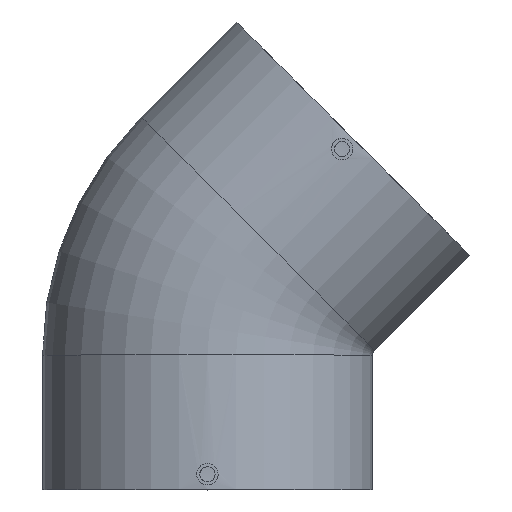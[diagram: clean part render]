
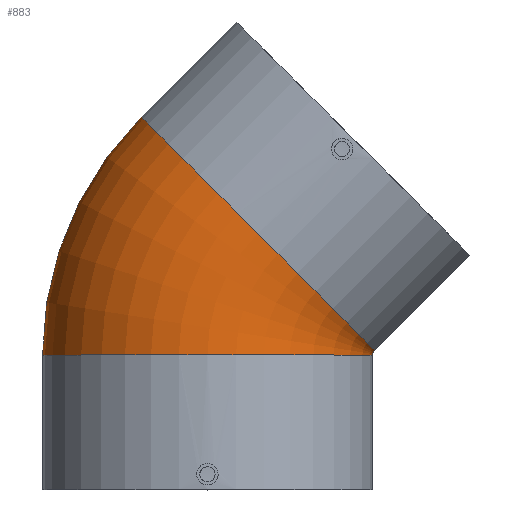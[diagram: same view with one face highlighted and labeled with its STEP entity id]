
A CAD part, top view. The second image highlights one B-rep face of the part: STEP entity #883.
In plain terms, the highlighted toroidal (fillet/blend) face has major radius 113 mm and minor radius 108.5 mm.
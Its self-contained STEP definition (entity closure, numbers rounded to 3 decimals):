
#4 = EDGE_CURVE ( 'NONE', #146, #264, #414, .T. ) ;
#15 = DIRECTION ( 'NONE',  ( 0., 0., -1. ) ) ;
#63 = CARTESIAN_POINT ( 'NONE',  ( 109.818, 91.693, 0. ) ) ;
#91 = CARTESIAN_POINT ( 'NONE',  ( 113., 88.511, 0. ) ) ;
#99 = EDGE_LOOP ( 'NONE', ( #270, #285, #415, #558 ) ) ;
#107 = DIRECTION ( 'NONE',  ( -1., 0., 0. ) ) ;
#146 = VERTEX_POINT ( 'NONE', #239 ) ;
#150 = VERTEX_POINT ( 'NONE', #63 ) ;
#153 = DIRECTION ( 'NONE',  ( -1., 0., 0. ) ) ;
#156 = CIRCLE ( 'NONE', #926, 221.5 ) ;
#182 = VERTEX_POINT ( 'NONE', #497 ) ;
#201 = DIRECTION ( 'NONE',  ( -1., 0., 0. ) ) ;
#239 = CARTESIAN_POINT ( 'NONE',  ( -108.5, 88.511, 0. ) ) ;
#250 = CARTESIAN_POINT ( 'NONE',  ( 108.5, 88.511, 0. ) ) ;
#264 = VERTEX_POINT ( 'NONE', #250 ) ;
#270 = ORIENTED_EDGE ( 'NONE', *, *, #604, .F. ) ;
#285 = ORIENTED_EDGE ( 'NONE', *, *, #4, .T. ) ;
#332 = AXIS2_PLACEMENT_3D ( 'NONE', #745, #738, #661 ) ;
#336 = FACE_OUTER_BOUND ( 'NONE', #99, .T. ) ;
#414 = CIRCLE ( 'NONE', #1018, 108.5 ) ;
#415 = ORIENTED_EDGE ( 'NONE', *, *, #1013, .T. ) ;
#497 = CARTESIAN_POINT ( 'NONE',  ( -43.624, 245.135, 0. ) ) ;
#504 = CIRCLE ( 'NONE', #958, 4.5 ) ;
#515 = CARTESIAN_POINT ( 'NONE',  ( 113., 88.511, 0. ) ) ;
#558 = ORIENTED_EDGE ( 'NONE', *, *, #936, .F. ) ;
#604 = EDGE_CURVE ( 'NONE', #146, #182, #156, .T. ) ;
#655 = TOROIDAL_SURFACE ( 'NONE', #791, 113., 108.5 ) ;
#661 = DIRECTION ( 'NONE',  ( 0., 0., 1. ) ) ;
#688 = CARTESIAN_POINT ( 'NONE',  ( 113., 88.511, 0. ) ) ;
#738 = DIRECTION ( 'NONE',  ( 0.707, 0.707, 0. ) ) ;
#745 = CARTESIAN_POINT ( 'NONE',  ( 33.097, 168.414, 0. ) ) ;
#747 = CARTESIAN_POINT ( 'NONE',  ( 0., 88.511, 0. ) ) ;
#791 = AXIS2_PLACEMENT_3D ( 'NONE', #91, #817, #153 ) ;
#817 = DIRECTION ( 'NONE',  ( 0., 0., -1. ) ) ;
#877 = CIRCLE ( 'NONE', #332, 108.5 ) ;
#883 = ADVANCED_FACE ( 'NONE', ( #336 ), #655, .T. ) ;
#913 = DIRECTION ( 'NONE',  ( 0., 1., 0. ) ) ;
#926 = AXIS2_PLACEMENT_3D ( 'NONE', #688, #1011, #107 ) ;
#936 = EDGE_CURVE ( 'NONE', #182, #150, #877, .T. ) ;
#958 = AXIS2_PLACEMENT_3D ( 'NONE', #515, #15, #201 ) ;
#1010 = DIRECTION ( 'NONE',  ( 0., 0., 1. ) ) ;
#1011 = DIRECTION ( 'NONE',  ( 0., 0., -1. ) ) ;
#1013 = EDGE_CURVE ( 'NONE', #264, #150, #504, .T. ) ;
#1018 = AXIS2_PLACEMENT_3D ( 'NONE', #747, #913, #1010 ) ;
